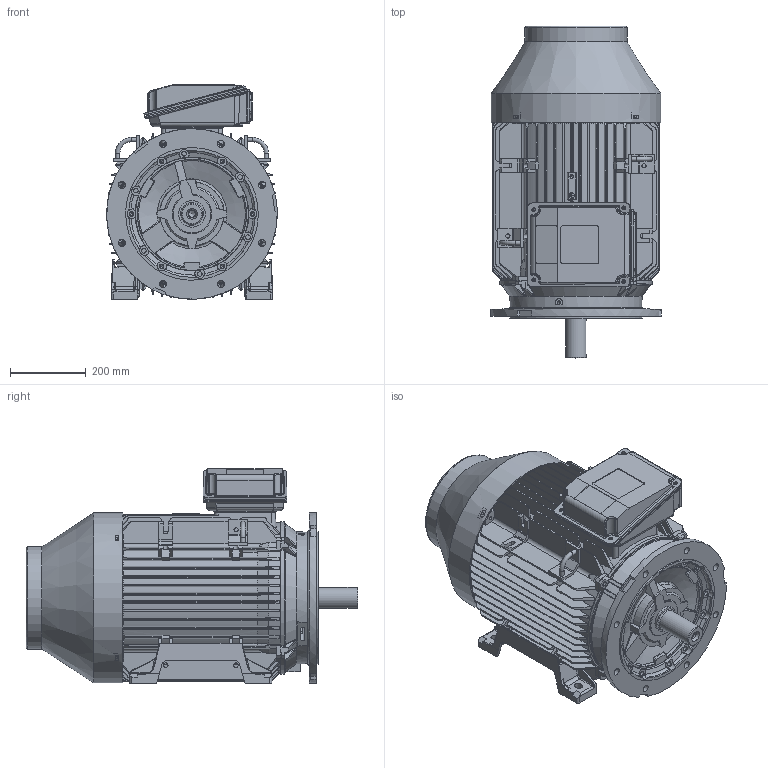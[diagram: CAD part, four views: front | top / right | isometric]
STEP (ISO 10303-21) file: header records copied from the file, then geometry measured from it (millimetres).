
FILE_DESCRIPTION( ( 'Unknown' ), '1' );
FILE_NAME( '3D UDF225M 2P B35 DTD IC411.stp', 'Unknown', ( 'Unknown' ), ( 'Unknown' ), 'PSStep 17.0.49', 'Unknown', ' ' );
FILE_SCHEMA( ( 'AUTOMOTIVE_DESIGN { 1 0 10303 214 1 1 1 1 }' ) );
Length unit declared in the file: millimetre
Products named in the file (1): 1
Bounding box: 449.72 x 875.4 x 565.65 mm (x, y, z)
Volume: 18322831.5 mm3; surface area: 4736391.8 mm2
Topology: 1 solids, 2 shells, 3246 faces, 8812 edges, 5538 vertices
Faces by surface type: plane 1388, cylinder 949, bspline 395, cone 271, torus 181, sphere 62
Full cylindrical faces by diameter (mm): 6.8 x12, 8 x9, 8.5 x9, 8.782 x6, 8.985 x1, 9 x12, 10 x12, 11 x4, 12 x28, 15 x3, 17.97 x1, 19 x8, 21 x1, 55 x1, 67 x1, 70 x3, 82 x1, 90.2 x1, 95 x1, 136 x1, 150 x1, 186 x1, 267 x1, 270.2 x1, 300 x1, 350 x1, 351 x1, 368.325 x1, 368.8 x1, 380 x1
Entity records: 169696 total; most frequent: CARTESIAN_POINT 66364, ORIENTED_EDGE 16936, DIRECTION 15124, EDGE_CURVE 8468, AXIS2_PLACEMENT_3D 5525, VERTEX_POINT 5441, LINE 4074, VECTOR 4074
